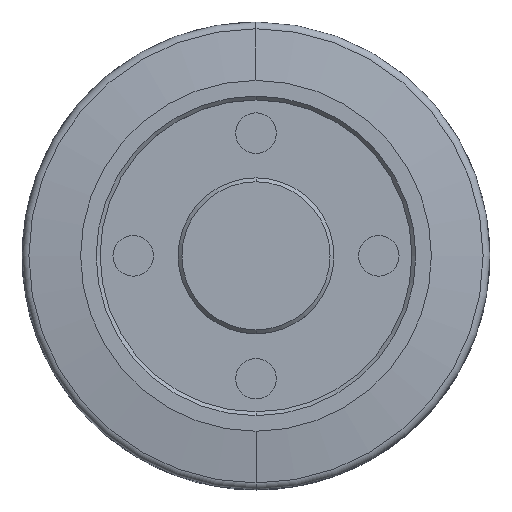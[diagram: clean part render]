
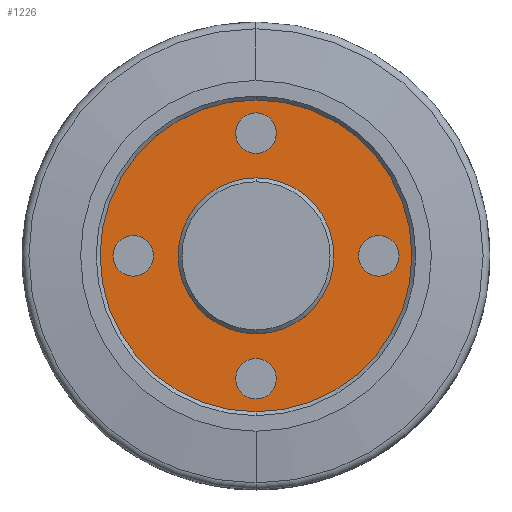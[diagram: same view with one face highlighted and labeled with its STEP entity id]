
A CAD part, top view. The second image highlights one B-rep face of the part: STEP entity #1226.
In plain terms, the highlighted planar face has unit normal (0, 0, 1).
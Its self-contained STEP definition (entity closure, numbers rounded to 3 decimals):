
#37=CARTESIAN_POINT('',(0.,0.,-4.));
#38=DIRECTION('',(0.,0.,1.));
#39=DIRECTION('',(0.,-1.,0.));
#40=AXIS2_PLACEMENT_3D('',#37,#38,#39);
#42=CARTESIAN_POINT('',(0.,0.,-4.));
#43=DIRECTION('',(0.,0.,-1.));
#44=DIRECTION('',(0.,-1.,0.));
#45=AXIS2_PLACEMENT_3D('',#42,#43,#44);
#47=CARTESIAN_POINT('',(0.,15.75,-4.));
#48=DIRECTION('',(0.,0.,1.));
#49=DIRECTION('',(1.,0.,0.));
#50=AXIS2_PLACEMENT_3D('',#47,#48,#49);
#52=CARTESIAN_POINT('',(0.,15.75,-4.));
#53=DIRECTION('',(0.,0.,1.));
#54=DIRECTION('',(-1.,0.,0.));
#55=AXIS2_PLACEMENT_3D('',#52,#53,#54);
#57=CARTESIAN_POINT('',(0.,-15.75,-4.));
#58=DIRECTION('',(0.,0.,1.));
#59=DIRECTION('',(1.,0.,0.));
#60=AXIS2_PLACEMENT_3D('',#57,#58,#59);
#62=CARTESIAN_POINT('',(0.,-15.75,-4.));
#63=DIRECTION('',(0.,0.,1.));
#64=DIRECTION('',(-1.,0.,0.));
#65=AXIS2_PLACEMENT_3D('',#62,#63,#64);
#67=CARTESIAN_POINT('',(15.75,0.,-4.));
#68=DIRECTION('',(0.,0.,1.));
#69=DIRECTION('',(1.,0.,0.));
#70=AXIS2_PLACEMENT_3D('',#67,#68,#69);
#72=CARTESIAN_POINT('',(15.75,0.,-4.));
#73=DIRECTION('',(0.,0.,1.));
#74=DIRECTION('',(-1.,0.,0.));
#75=AXIS2_PLACEMENT_3D('',#72,#73,#74);
#77=CARTESIAN_POINT('',(-15.75,0.,-4.));
#78=DIRECTION('',(0.,0.,1.));
#79=DIRECTION('',(1.,0.,0.));
#80=AXIS2_PLACEMENT_3D('',#77,#78,#79);
#82=CARTESIAN_POINT('',(-15.75,0.,-4.));
#83=DIRECTION('',(0.,0.,1.));
#84=DIRECTION('',(-1.,0.,0.));
#85=AXIS2_PLACEMENT_3D('',#82,#83,#84);
#92=CARTESIAN_POINT('',(0.,0.,-4.));
#93=DIRECTION('',(0.,0.,-1.));
#94=DIRECTION('',(0.,-1.,0.));
#95=AXIS2_PLACEMENT_3D('',#92,#93,#94);
#134=CARTESIAN_POINT('',(0.,0.,-4.));
#135=DIRECTION('',(0.,0.,1.));
#136=DIRECTION('',(0.,-1.,0.));
#137=AXIS2_PLACEMENT_3D('',#134,#135,#136);
#887=CARTESIAN_POINT('',(0.,-10.,-4.));
#888=CARTESIAN_POINT('',(0.,10.,-4.));
#889=VERTEX_POINT('',#887);
#890=VERTEX_POINT('',#888);
#891=CARTESIAN_POINT('',(0.,-20.,-4.));
#892=CARTESIAN_POINT('',(0.,20.,-4.));
#893=VERTEX_POINT('',#891);
#894=VERTEX_POINT('',#892);
#895=CARTESIAN_POINT('',(2.6,15.75,-4.));
#896=CARTESIAN_POINT('',(-2.6,15.75,-4.));
#897=VERTEX_POINT('',#895);
#898=VERTEX_POINT('',#896);
#899=CARTESIAN_POINT('',(2.6,-15.75,-4.));
#900=CARTESIAN_POINT('',(-2.6,-15.75,-4.));
#901=VERTEX_POINT('',#899);
#902=VERTEX_POINT('',#900);
#903=CARTESIAN_POINT('',(18.35,0.,-4.));
#904=CARTESIAN_POINT('',(13.15,0.,-4.));
#905=VERTEX_POINT('',#903);
#906=VERTEX_POINT('',#904);
#907=CARTESIAN_POINT('',(-13.15,0.,-4.));
#908=CARTESIAN_POINT('',(-18.35,0.,-4.));
#909=VERTEX_POINT('',#907);
#910=VERTEX_POINT('',#908);
#1187=CARTESIAN_POINT('',(0.,0.,-4.));
#1188=DIRECTION('',(0.,0.,-1.));
#1189=DIRECTION('',(0.,-1.,0.));
#1190=AXIS2_PLACEMENT_3D('',#1187,#1188,#1189);
#1191=PLANE('',#1190);
#1193=ORIENTED_EDGE('',*,*,#1192,.T.);
#1195=ORIENTED_EDGE('',*,*,#1194,.F.);
#1196=EDGE_LOOP('',(#1193,#1195));
#1197=FACE_OUTER_BOUND('',#1196,.F.);
#1198=ORIENTED_EDGE('',*,*,#1154,.T.);
#1199=ORIENTED_EDGE('',*,*,#1169,.F.);
#1200=EDGE_LOOP('',(#1198,#1199));
#1201=FACE_BOUND('',#1200,.F.);
#1203=ORIENTED_EDGE('',*,*,#1202,.T.);
#1205=ORIENTED_EDGE('',*,*,#1204,.T.);
#1206=EDGE_LOOP('',(#1203,#1205));
#1207=FACE_BOUND('',#1206,.F.);
#1209=ORIENTED_EDGE('',*,*,#1208,.T.);
#1211=ORIENTED_EDGE('',*,*,#1210,.T.);
#1212=EDGE_LOOP('',(#1209,#1211));
#1213=FACE_BOUND('',#1212,.F.);
#1215=ORIENTED_EDGE('',*,*,#1214,.T.);
#1217=ORIENTED_EDGE('',*,*,#1216,.T.);
#1218=EDGE_LOOP('',(#1215,#1217));
#1219=FACE_BOUND('',#1218,.F.);
#1221=ORIENTED_EDGE('',*,*,#1220,.T.);
#1223=ORIENTED_EDGE('',*,*,#1222,.T.);
#1224=EDGE_LOOP('',(#1221,#1223));
#1225=FACE_BOUND('',#1224,.F.);
#1226=ADVANCED_FACE('',(#1197,#1201,#1207,#1213,#1219,#1225),#1191,.F.);
#41=CIRCLE('',#40,10.);
#46=CIRCLE('',#45,10.);
#51=CIRCLE('',#50,2.6);
#56=CIRCLE('',#55,2.6);
#61=CIRCLE('',#60,2.6);
#66=CIRCLE('',#65,2.6);
#71=CIRCLE('',#70,2.6);
#76=CIRCLE('',#75,2.6);
#81=CIRCLE('',#80,2.6);
#86=CIRCLE('',#85,2.6);
#96=CIRCLE('',#95,20.);
#138=CIRCLE('',#137,20.);
#1154=EDGE_CURVE('',#889,#890,#41,.T.);
#1169=EDGE_CURVE('',#889,#890,#46,.T.);
#1192=EDGE_CURVE('',#893,#894,#96,.T.);
#1194=EDGE_CURVE('',#893,#894,#138,.T.);
#1202=EDGE_CURVE('',#897,#898,#51,.T.);
#1204=EDGE_CURVE('',#898,#897,#56,.T.);
#1208=EDGE_CURVE('',#901,#902,#61,.T.);
#1210=EDGE_CURVE('',#902,#901,#66,.T.);
#1214=EDGE_CURVE('',#905,#906,#71,.T.);
#1216=EDGE_CURVE('',#906,#905,#76,.T.);
#1220=EDGE_CURVE('',#909,#910,#81,.T.);
#1222=EDGE_CURVE('',#910,#909,#86,.T.);
